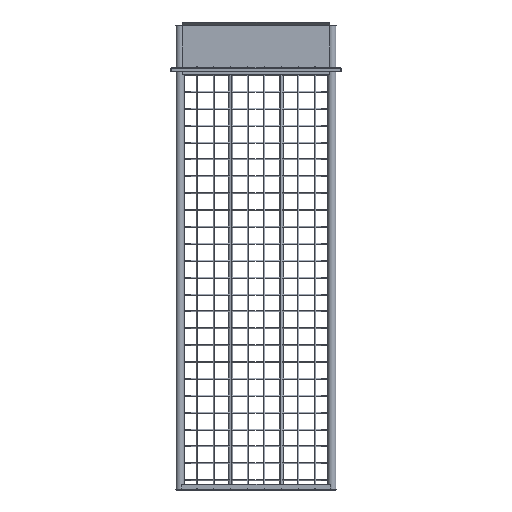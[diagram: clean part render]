
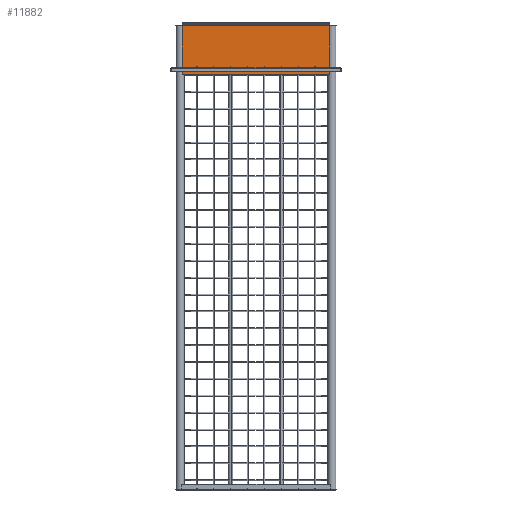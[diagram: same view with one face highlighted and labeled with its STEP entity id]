
A CAD part, left-side view. The second image highlights one B-rep face of the part: STEP entity #11882.
In plain terms, the highlighted face is planar.
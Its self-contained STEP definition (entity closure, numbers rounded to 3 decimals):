
#257 = LINE ( 'NONE', #3455, #6881 ) ;
#575 = LINE ( 'NONE', #18933, #17154 ) ;
#602 = CARTESIAN_POINT ( 'NONE',  ( 12.5, 0., -218.813 ) ) ;
#1095 = CARTESIAN_POINT ( 'NONE',  ( 12.5, 0., 218.813 ) ) ;
#1120 = EDGE_CURVE ( 'NONE', #2660, #14633, #8275, .T. ) ;
#1328 = ORIENTED_EDGE ( 'NONE', *, *, #8621, .T. ) ;
#1417 = ORIENTED_EDGE ( 'NONE', *, *, #6420, .T. ) ;
#1507 = LINE ( 'NONE', #4624, #5460 ) ;
#1523 = EDGE_LOOP ( 'NONE', ( #4593, #14193, #15343, #13496 ) ) ;
#1755 = DIRECTION ( 'NONE',  ( 0., 0., -1. ) ) ;
#2261 = CARTESIAN_POINT ( 'NONE',  ( 12.5, -144.101, -218.813 ) ) ;
#2368 = CARTESIAN_POINT ( 'NONE',  ( 12.5, -20.3, 160.35 ) ) ;
#2660 = VERTEX_POINT ( 'NONE', #17737 ) ;
#3121 = LINE ( 'NONE', #12549, #8398 ) ;
#3357 = EDGE_CURVE ( 'NONE', #14633, #18845, #257, .T. ) ;
#3455 = CARTESIAN_POINT ( 'NONE',  ( 12.5, -18.7, -160.35 ) ) ;
#3505 = CARTESIAN_POINT ( 'NONE',  ( 12.5, 0., 218.813 ) ) ;
#3718 = EDGE_CURVE ( 'NONE', #14068, #8435, #8154, .T. ) ;
#4076 = ORIENTED_EDGE ( 'NONE', *, *, #1120, .T. ) ;
#4339 = VECTOR ( 'NONE', #4751, 1000. ) ;
#4484 = DIRECTION ( 'NONE',  ( 0., 0., 1. ) ) ;
#4593 = ORIENTED_EDGE ( 'NONE', *, *, #3718, .F. ) ;
#4624 = CARTESIAN_POINT ( 'NONE',  ( 12.5, -20.3, 139.65 ) ) ;
#4751 = DIRECTION ( 'NONE',  ( 0., 0., -1. ) ) ;
#4892 = VERTEX_POINT ( 'NONE', #10915 ) ;
#4924 = EDGE_CURVE ( 'NONE', #8435, #7596, #1507, .T. ) ;
#5121 = CARTESIAN_POINT ( 'NONE',  ( 12.5, -144.101, 218.813 ) ) ;
#5194 = DIRECTION ( 'NONE',  ( 0., -1., 0. ) ) ;
#5460 = VECTOR ( 'NONE', #19702, 1000. ) ;
#5625 = VECTOR ( 'NONE', #6741, 1000. ) ;
#6307 = PLANE ( 'NONE',  #8246 ) ;
#6420 = EDGE_CURVE ( 'NONE', #4892, #13699, #575, .T. ) ;
#6530 = LINE ( 'NONE', #3505, #19678 ) ;
#6632 = DIRECTION ( 'NONE',  ( 0., 0., -1. ) ) ;
#6741 = DIRECTION ( 'NONE',  ( 0., -1., 0. ) ) ;
#6881 = VECTOR ( 'NONE', #1755, 1000. ) ;
#7308 = VERTEX_POINT ( 'NONE', #602 ) ;
#7596 = VERTEX_POINT ( 'NONE', #18343 ) ;
#7720 = CARTESIAN_POINT ( 'NONE',  ( 12.5, -20.3, -160.35 ) ) ;
#7845 = CARTESIAN_POINT ( 'NONE',  ( 12.5, -20.3, -160.35 ) ) ;
#7880 = LINE ( 'NONE', #14202, #5625 ) ;
#7888 = EDGE_LOOP ( 'NONE', ( #1328, #14652, #4076, #17095 ) ) ;
#7918 = DIRECTION ( 'NONE',  ( 0., -1., 0. ) ) ;
#7965 = VECTOR ( 'NONE', #5194, 1000. ) ;
#8154 = LINE ( 'NONE', #14190, #4339 ) ;
#8161 = CARTESIAN_POINT ( 'NONE',  ( 12.5, -20.3, -160.35 ) ) ;
#8246 = AXIS2_PLACEMENT_3D ( 'NONE', #1095, #18056, #12318 ) ;
#8275 = LINE ( 'NONE', #14220, #9719 ) ;
#8398 = VECTOR ( 'NONE', #9457, 1000. ) ;
#8435 = VERTEX_POINT ( 'NONE', #14755 ) ;
#8618 = CARTESIAN_POINT ( 'NONE',  ( 12.5, -18.7, 160.35 ) ) ;
#8621 = EDGE_CURVE ( 'NONE', #18845, #19469, #13759, .T. ) ;
#9457 = DIRECTION ( 'NONE',  ( 0., 0., -1. ) ) ;
#9719 = VECTOR ( 'NONE', #14411, 1000. ) ;
#9997 = CARTESIAN_POINT ( 'NONE',  ( 12.5, -18.7, -160.35 ) ) ;
#10435 = FACE_BOUND ( 'NONE', #7888, .T. ) ;
#10660 = EDGE_CURVE ( 'NONE', #7596, #11748, #18235, .T. ) ;
#10802 = CARTESIAN_POINT ( 'NONE',  ( 12.5, -18.7, 160.35 ) ) ;
#10915 = CARTESIAN_POINT ( 'NONE',  ( 12.5, 0., 218.813 ) ) ;
#11748 = VERTEX_POINT ( 'NONE', #8618 ) ;
#11882 = ADVANCED_FACE ( 'NONE', ( #10435, #17020, #16935 ), #6307, .T. ) ;
#12318 = DIRECTION ( 'NONE',  ( 0., 1., 0. ) ) ;
#12364 = VECTOR ( 'NONE', #13852, 1000. ) ;
#12549 = CARTESIAN_POINT ( 'NONE',  ( 12.5, -144.101, 218.813 ) ) ;
#12638 = CARTESIAN_POINT ( 'NONE',  ( 12.5, -20.3, 160.35 ) ) ;
#13188 = CARTESIAN_POINT ( 'NONE',  ( 12.5, -18.7, -139.65 ) ) ;
#13203 = ORIENTED_EDGE ( 'NONE', *, *, #16041, .F. ) ;
#13244 = VECTOR ( 'NONE', #17090, 1000. ) ;
#13484 = EDGE_CURVE ( 'NONE', #13699, #17379, #3121, .T. ) ;
#13496 = ORIENTED_EDGE ( 'NONE', *, *, #4924, .F. ) ;
#13678 = EDGE_LOOP ( 'NONE', ( #14277, #13203, #15088, #1417 ) ) ;
#13699 = VERTEX_POINT ( 'NONE', #5121 ) ;
#13759 = LINE ( 'NONE', #7720, #12364 ) ;
#13852 = DIRECTION ( 'NONE',  ( 0., -1., 0. ) ) ;
#14007 = LINE ( 'NONE', #8161, #13244 ) ;
#14068 = VERTEX_POINT ( 'NONE', #12638 ) ;
#14190 = CARTESIAN_POINT ( 'NONE',  ( 12.5, -20.3, 160.35 ) ) ;
#14193 = ORIENTED_EDGE ( 'NONE', *, *, #17313, .F. ) ;
#14202 = CARTESIAN_POINT ( 'NONE',  ( 12.5, 0., -218.813 ) ) ;
#14220 = CARTESIAN_POINT ( 'NONE',  ( 12.5, -20.3, -139.65 ) ) ;
#14277 = ORIENTED_EDGE ( 'NONE', *, *, #13484, .T. ) ;
#14411 = DIRECTION ( 'NONE',  ( 0., 1., 0. ) ) ;
#14633 = VERTEX_POINT ( 'NONE', #13188 ) ;
#14652 = ORIENTED_EDGE ( 'NONE', *, *, #14866, .T. ) ;
#14755 = CARTESIAN_POINT ( 'NONE',  ( 12.5, -20.3, 139.65 ) ) ;
#14866 = EDGE_CURVE ( 'NONE', #19469, #2660, #14007, .T. ) ;
#15088 = ORIENTED_EDGE ( 'NONE', *, *, #19617, .F. ) ;
#15343 = ORIENTED_EDGE ( 'NONE', *, *, #10660, .F. ) ;
#16030 = LINE ( 'NONE', #2368, #7965 ) ;
#16041 = EDGE_CURVE ( 'NONE', #7308, #17379, #7880, .T. ) ;
#16935 = FACE_BOUND ( 'NONE', #1523, .T. ) ;
#17020 = FACE_OUTER_BOUND ( 'NONE', #13678, .T. ) ;
#17090 = DIRECTION ( 'NONE',  ( 0., 0., 1. ) ) ;
#17095 = ORIENTED_EDGE ( 'NONE', *, *, #3357, .T. ) ;
#17154 = VECTOR ( 'NONE', #7918, 1000. ) ;
#17313 = EDGE_CURVE ( 'NONE', #11748, #14068, #16030, .T. ) ;
#17379 = VERTEX_POINT ( 'NONE', #2261 ) ;
#17737 = CARTESIAN_POINT ( 'NONE',  ( 12.5, -20.3, -139.65 ) ) ;
#18056 = DIRECTION ( 'NONE',  ( 1., 0., 0. ) ) ;
#18235 = LINE ( 'NONE', #10802, #18779 ) ;
#18343 = CARTESIAN_POINT ( 'NONE',  ( 12.5, -18.7, 139.65 ) ) ;
#18779 = VECTOR ( 'NONE', #4484, 1000. ) ;
#18845 = VERTEX_POINT ( 'NONE', #9997 ) ;
#18933 = CARTESIAN_POINT ( 'NONE',  ( 12.5, 0., 218.813 ) ) ;
#19469 = VERTEX_POINT ( 'NONE', #7845 ) ;
#19617 = EDGE_CURVE ( 'NONE', #4892, #7308, #6530, .T. ) ;
#19678 = VECTOR ( 'NONE', #6632, 1000. ) ;
#19702 = DIRECTION ( 'NONE',  ( 0., 1., 0. ) ) ;
